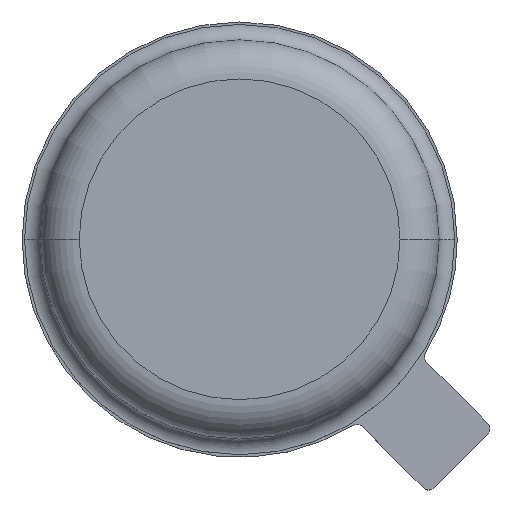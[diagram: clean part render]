
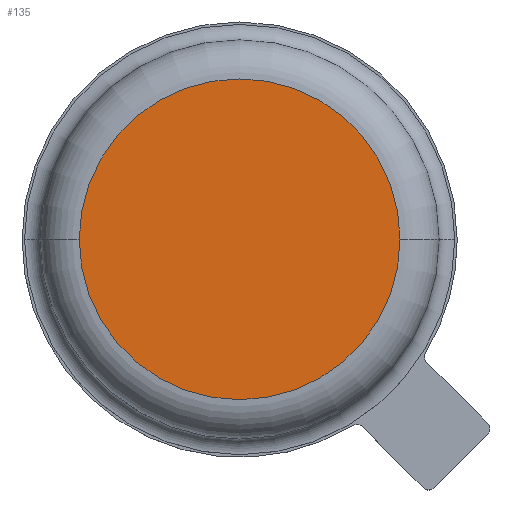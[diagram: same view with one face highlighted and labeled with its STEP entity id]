
A CAD part, top view. The second image highlights one B-rep face of the part: STEP entity #135.
In plain terms, the highlighted planar face has unit normal (0, 0, 1).
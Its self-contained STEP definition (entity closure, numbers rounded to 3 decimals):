
#135 = ADVANCED_FACE ( 'NONE', ( #912 ), #1450, .T. ) ;
#166 = VERTEX_POINT ( 'NONE', #1745 ) ;
#201 = CARTESIAN_POINT ( 'NONE',  ( 97.976, 60.727, 2.67 ) ) ;
#333 = DIRECTION ( 'NONE',  ( 1., 0., 0. ) ) ;
#444 = AXIS2_PLACEMENT_3D ( 'NONE', #1315, #499, #1460 ) ;
#499 = DIRECTION ( 'NONE',  ( 0., 0., 1. ) ) ;
#505 = VERTEX_POINT ( 'NONE', #1676 ) ;
#537 = DIRECTION ( 'NONE',  ( 0., 0., 1. ) ) ;
#584 = EDGE_CURVE ( 'NONE', #505, #166, #1516, .T. ) ;
#709 = CIRCLE ( 'NONE', #974, 2.05 ) ;
#870 = EDGE_CURVE ( 'NONE', #166, #505, #709, .T. ) ;
#912 = FACE_OUTER_BOUND ( 'NONE', #964, .T. ) ;
#964 = EDGE_LOOP ( 'NONE', ( #1600, #1589 ) ) ;
#974 = AXIS2_PLACEMENT_3D ( 'NONE', #1346, #537, #1490 ) ;
#1141 = DIRECTION ( 'NONE',  ( 0., 0., 1. ) ) ;
#1301 = AXIS2_PLACEMENT_3D ( 'NONE', #201, #1141, #333 ) ;
#1315 = CARTESIAN_POINT ( 'NONE',  ( 97.976, 60.727, 2.67 ) ) ;
#1346 = CARTESIAN_POINT ( 'NONE',  ( 97.976, 60.727, 2.67 ) ) ;
#1450 = PLANE ( 'NONE',  #444 ) ;
#1460 = DIRECTION ( 'NONE',  ( 1., 0., 0. ) ) ;
#1490 = DIRECTION ( 'NONE',  ( 1., 0., 0. ) ) ;
#1516 = CIRCLE ( 'NONE', #1301, 2.05 ) ;
#1589 = ORIENTED_EDGE ( 'NONE', *, *, #584, .T. ) ;
#1600 = ORIENTED_EDGE ( 'NONE', *, *, #870, .T. ) ;
#1676 = CARTESIAN_POINT ( 'NONE',  ( 95.926, 60.727, 2.67 ) ) ;
#1745 = CARTESIAN_POINT ( 'NONE',  ( 100.026, 60.727, 2.67 ) ) ;
